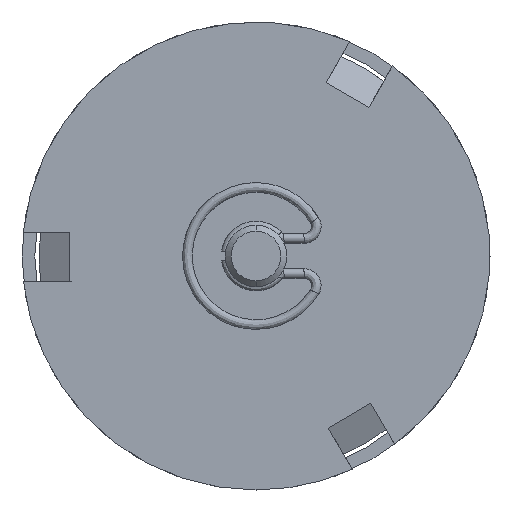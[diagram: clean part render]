
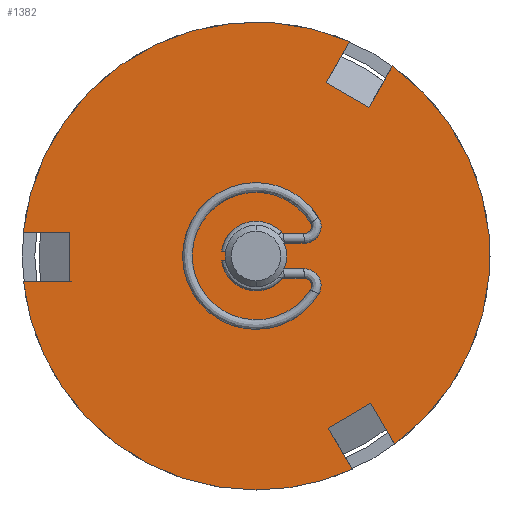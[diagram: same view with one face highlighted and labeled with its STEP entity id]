
A CAD part, front view. The second image highlights one B-rep face of the part: STEP entity #1382.
In plain terms, the highlighted planar face has unit normal (0, -1, 0).
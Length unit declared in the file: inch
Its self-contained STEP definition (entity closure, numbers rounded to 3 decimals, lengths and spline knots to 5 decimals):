
#31 = VERTEX_POINT ( 'NONE', #1343 ) ;
#103 = EDGE_CURVE ( 'NONE', #419, #2167, #2874, .T. ) ;
#144 = EDGE_CURVE ( 'NONE', #31, #2928, #2403, .T. ) ;
#176 = CARTESIAN_POINT ( 'NONE',  ( 0.57341, -2.7505, 0.75515 ) ) ;
#180 = CARTESIAN_POINT ( 'NONE',  ( -0.94805, -2.7505, -0.00578 ) ) ;
#208 = DIRECTION ( 'NONE',  ( 0., -1., 0. ) ) ;
#282 = DIRECTION ( 'NONE',  ( -1., 0., -0.006 ) ) ;
#348 = EDGE_CURVE ( 'NONE', #1682, #419, #781, .T. ) ;
#365 = VERTEX_POINT ( 'NONE', #2265 ) ;
#419 = VERTEX_POINT ( 'NONE', #660 ) ;
#424 = EDGE_CURVE ( 'NONE', #365, #1158, #4814, .T. ) ;
#500 = EDGE_CURVE ( 'NONE', #2167, #2504, #4270, .T. ) ;
#545 = DIRECTION ( 'NONE',  ( 0., -1., 0. ) ) ;
#626 = VERTEX_POINT ( 'NONE', #3080 ) ;
#660 = CARTESIAN_POINT ( 'NONE',  ( 0.69263, -2.7505, 0.96458 ) ) ;
#693 = DIRECTION ( 'NONE',  ( 1., 0., 0.006 ) ) ;
#781 = CIRCLE ( 'NONE', #3343, 1.1875 ) ;
#834 = EDGE_CURVE ( 'NONE', #2504, #31, #1521, .T. ) ;
#877 = VECTOR ( 'NONE', #4561, 39.37008 ) ;
#935 = LINE ( 'NONE', #4153, #877 ) ;
#1076 = AXIS2_PLACEMENT_3D ( 'NONE', #3214, #3304, #4516 ) ;
#1158 = VERTEX_POINT ( 'NONE', #1718 ) ;
#1261 = CARTESIAN_POINT ( 'NONE',  ( -0.94882, -2.7505, 0.11972 ) ) ;
#1273 = CARTESIAN_POINT ( 'NONE',  ( 0.57341, -2.7505, 0.75515 ) ) ;
#1307 = CARTESIAN_POINT ( 'NONE',  ( 0.70475, -2.7505, -0.95576 ) ) ;
#1314 = EDGE_CURVE ( 'NONE', #1795, #2054, #3683, .T. ) ;
#1343 = CARTESIAN_POINT ( 'NONE',  ( 0.47534, -2.7505, 1.08821 ) ) ;
#1382 = ADVANCED_FACE ( 'NONE', ( #3471 ), #3821, .T. ) ;
#1433 = CARTESIAN_POINT ( 'NONE',  ( 0.35615, -2.7505, 0.87883 ) ) ;
#1469 = AXIS2_PLACEMENT_3D ( 'NONE', #1778, #4323, #2177 ) ;
#1472 = EDGE_CURVE ( 'NONE', #2054, #1974, #2993, .T. ) ;
#1487 = VERTEX_POINT ( 'NONE', #3728 ) ;
#1519 = VECTOR ( 'NONE', #2094, 39.37008 ) ;
#1521 = LINE ( 'NONE', #4252, #1519 ) ;
#1602 = VERTEX_POINT ( 'NONE', #1261 ) ;
#1651 = DIRECTION ( 'NONE',  ( 0., -1., 0. ) ) ;
#1682 = VERTEX_POINT ( 'NONE', #1307 ) ;
#1718 = CARTESIAN_POINT ( 'NONE',  ( 0.58257, -2.7505, -0.74709 ) ) ;
#1778 = CARTESIAN_POINT ( 'NONE',  ( 0., -2.7505, 0. ) ) ;
#1795 = VERTEX_POINT ( 'NONE', #3408 ) ;
#1875 = ORIENTED_EDGE ( 'NONE', *, *, #144, .T. ) ;
#1929 = CARTESIAN_POINT ( 'NONE',  ( -0.93872, -2.7505, -0.13022 ) ) ;
#1931 = ORIENTED_EDGE ( 'NONE', *, *, #4517, .T. ) ;
#1974 = VERTEX_POINT ( 'NONE', #3543 ) ;
#1986 = VERTEX_POINT ( 'NONE', #4285 ) ;
#2009 = ORIENTED_EDGE ( 'NONE', *, *, #3111, .T. ) ;
#2054 = VERTEX_POINT ( 'NONE', #3889 ) ;
#2057 = EDGE_CURVE ( 'NONE', #1487, #1795, #4617, .T. ) ;
#2094 = DIRECTION ( 'NONE',  ( 0.495, 0., 0.869 ) ) ;
#2096 = ORIENTED_EDGE ( 'NONE', *, *, #2057, .T. ) ;
#2124 = ORIENTED_EDGE ( 'NONE', *, *, #1314, .T. ) ;
#2145 = CARTESIAN_POINT ( 'NONE',  ( -1.18159, -2.7505, 0.1183 ) ) ;
#2167 = VERTEX_POINT ( 'NONE', #176 ) ;
#2177 = DIRECTION ( 'NONE',  ( 0., 0., -1. ) ) ;
#2197 = CARTESIAN_POINT ( 'NONE',  ( 0.69263, -2.7505, 0.96458 ) ) ;
#2223 = CARTESIAN_POINT ( 'NONE',  ( 0.36683, -2.7505, -0.8734 ) ) ;
#2240 = ORIENTED_EDGE ( 'NONE', *, *, #1472, .T. ) ;
#2265 = CARTESIAN_POINT ( 'NONE',  ( 0.36683, -2.7505, -0.8734 ) ) ;
#2302 = AXIS2_PLACEMENT_3D ( 'NONE', #4176, #1651, #4201 ) ;
#2341 = ORIENTED_EDGE ( 'NONE', *, *, #2396, .T. ) ;
#2360 = ORIENTED_EDGE ( 'NONE', *, *, #2991, .T. ) ;
#2396 = EDGE_CURVE ( 'NONE', #1974, #1986, #2876, .T. ) ;
#2403 = CIRCLE ( 'NONE', #1076, 1.1875 ) ;
#2419 = ORIENTED_EDGE ( 'NONE', *, *, #4919, .T. ) ;
#2439 = DIRECTION ( 'NONE',  ( -0.869, 0., 0.495 ) ) ;
#2475 = ORIENTED_EDGE ( 'NONE', *, *, #424, .T. ) ;
#2504 = VERTEX_POINT ( 'NONE', #1433 ) ;
#2564 = DIRECTION ( 'NONE',  ( -0.495, 0., -0.869 ) ) ;
#2572 = VECTOR ( 'NONE', #3583, 39.37008 ) ;
#2589 = ORIENTED_EDGE ( 'NONE', *, *, #3696, .T. ) ;
#2611 = AXIS2_PLACEMENT_3D ( 'NONE', #2927, #545, #3248 ) ;
#2625 = CARTESIAN_POINT ( 'NONE',  ( 0., -2.7505, 0. ) ) ;
#2703 = ORIENTED_EDGE ( 'NONE', *, *, #348, .T. ) ;
#2721 = CARTESIAN_POINT ( 'NONE',  ( 0.58257, -2.7505, -0.74709 ) ) ;
#2821 = VECTOR ( 'NONE', #2564, 39.37008 ) ;
#2848 = VECTOR ( 'NONE', #282, 39.37008 ) ;
#2874 = LINE ( 'NONE', #2197, #2821 ) ;
#2876 = CIRCLE ( 'NONE', #2611, 1.1875 ) ;
#2927 = CARTESIAN_POINT ( 'NONE',  ( 0., -2.7505, 0. ) ) ;
#2928 = VERTEX_POINT ( 'NONE', #2145 ) ;
#2991 = EDGE_CURVE ( 'NONE', #1986, #626, #4378, .T. ) ;
#2993 = LINE ( 'NONE', #1929, #2848 ) ;
#3001 = DIRECTION ( 'NONE',  ( 0., 0., -1. ) ) ;
#3080 = CARTESIAN_POINT ( 'NONE',  ( 0.48904, -2.7505, -1.08213 ) ) ;
#3111 = EDGE_CURVE ( 'NONE', #1602, #1487, #3891, .T. ) ;
#3214 = CARTESIAN_POINT ( 'NONE',  ( 0., -2.7505, 0. ) ) ;
#3248 = DIRECTION ( 'NONE',  ( 0., 0., -1. ) ) ;
#3286 = EDGE_LOOP ( 'NONE', ( #1875, #1931, #2009, #2096, #2124, #2240, #2341, #2360, #2419, #2475, #2589, #2703, #4019, #4061, #3990 ) ) ;
#3304 = DIRECTION ( 'NONE',  ( 0., -1., 0. ) ) ;
#3317 = CARTESIAN_POINT ( 'NONE',  ( -0.94024, -2.7505, 0.11977 ) ) ;
#3328 = LINE ( 'NONE', #3377, #3878 ) ;
#3343 = AXIS2_PLACEMENT_3D ( 'NONE', #2625, #208, #3001 ) ;
#3377 = CARTESIAN_POINT ( 'NONE',  ( -1.18159, -2.7505, 0.1183 ) ) ;
#3408 = CARTESIAN_POINT ( 'NONE',  ( -0.93872, -2.7505, -0.13022 ) ) ;
#3471 = FACE_OUTER_BOUND ( 'NONE', #3286, .T. ) ;
#3543 = CARTESIAN_POINT ( 'NONE',  ( -1.18018, -2.7505, -0.13169 ) ) ;
#3583 = DIRECTION ( 'NONE',  ( 1., 0., 0.006 ) ) ;
#3622 = VECTOR ( 'NONE', #4044, 39.37008 ) ;
#3666 = VECTOR ( 'NONE', #4495, 39.37008 ) ;
#3670 = VECTOR ( 'NONE', #4009, 39.37008 ) ;
#3674 = LINE ( 'NONE', #2721, #3666 ) ;
#3683 = LINE ( 'NONE', #3317, #3622 ) ;
#3696 = EDGE_CURVE ( 'NONE', #1158, #1682, #3674, .T. ) ;
#3728 = CARTESIAN_POINT ( 'NONE',  ( -0.94729, -2.7505, -0.13027 ) ) ;
#3821 = PLANE ( 'NONE',  #2302 ) ;
#3878 = VECTOR ( 'NONE', #693, 39.37008 ) ;
#3889 = CARTESIAN_POINT ( 'NONE',  ( -0.93872, -2.7505, -0.13022 ) ) ;
#3891 = LINE ( 'NONE', #180, #3670 ) ;
#3935 = CARTESIAN_POINT ( 'NONE',  ( 0.00076, -2.7505, -0.12449 ) ) ;
#3990 = ORIENTED_EDGE ( 'NONE', *, *, #834, .T. ) ;
#4009 = DIRECTION ( 'NONE',  ( 0.006, 0., -1. ) ) ;
#4019 = ORIENTED_EDGE ( 'NONE', *, *, #103, .T. ) ;
#4044 = DIRECTION ( 'NONE',  ( 0.006, 0., -1. ) ) ;
#4061 = ORIENTED_EDGE ( 'NONE', *, *, #500, .T. ) ;
#4153 = CARTESIAN_POINT ( 'NONE',  ( 0.48904, -2.7505, -1.08213 ) ) ;
#4176 = CARTESIAN_POINT ( 'NONE',  ( 0., -2.7505, 0. ) ) ;
#4201 = DIRECTION ( 'NONE',  ( 0., 0., -1. ) ) ;
#4222 = VECTOR ( 'NONE', #2439, 39.37008 ) ;
#4252 = CARTESIAN_POINT ( 'NONE',  ( 0.35615, -2.7505, 0.87883 ) ) ;
#4270 = LINE ( 'NONE', #1273, #4222 ) ;
#4285 = CARTESIAN_POINT ( 'NONE',  ( 0., -2.7505, -1.1875 ) ) ;
#4323 = DIRECTION ( 'NONE',  ( 0., -1., 0. ) ) ;
#4378 = CIRCLE ( 'NONE', #1469, 1.1875 ) ;
#4495 = DIRECTION ( 'NONE',  ( 0.505, 0., -0.863 ) ) ;
#4516 = DIRECTION ( 'NONE',  ( 0., 0., -1. ) ) ;
#4517 = EDGE_CURVE ( 'NONE', #2928, #1602, #3328, .T. ) ;
#4561 = DIRECTION ( 'NONE',  ( -0.505, 0., 0.863 ) ) ;
#4617 = LINE ( 'NONE', #3935, #2572 ) ;
#4756 = DIRECTION ( 'NONE',  ( 0.863, 0., 0.505 ) ) ;
#4808 = VECTOR ( 'NONE', #4756, 39.37008 ) ;
#4814 = LINE ( 'NONE', #2223, #4808 ) ;
#4919 = EDGE_CURVE ( 'NONE', #626, #365, #935, .T. ) ;
